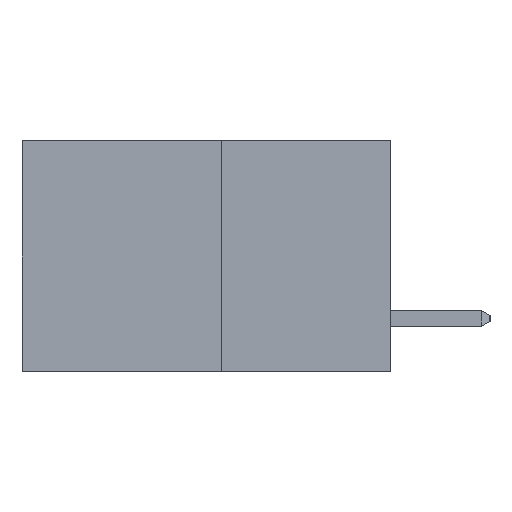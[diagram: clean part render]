
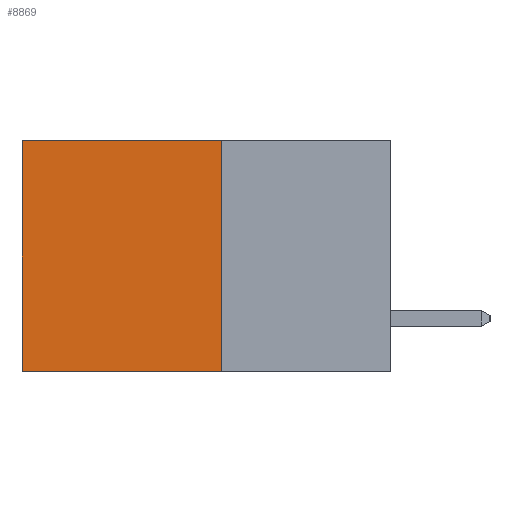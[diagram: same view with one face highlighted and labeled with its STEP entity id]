
A CAD part, left-side view. The second image highlights one B-rep face of the part: STEP entity #8869.
In plain terms, the highlighted planar face has unit normal (-1, 0, 0).
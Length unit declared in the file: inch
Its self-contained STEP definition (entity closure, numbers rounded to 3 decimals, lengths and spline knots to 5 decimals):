
#75 = VERTEX_POINT ( 'NONE', #8452 ) ;
#965 = VECTOR ( 'NONE', #4504, 39.37008 ) ;
#1021 = DIRECTION ( 'NONE',  ( 1., 0., 0. ) ) ;
#1398 = EDGE_CURVE ( 'NONE', #6143, #7576, #7668, .T. ) ;
#2257 = EDGE_CURVE ( 'NONE', #6143, #4794, #6507, .T. ) ;
#2280 = EDGE_CURVE ( 'NONE', #7576, #75, #6075, .T. ) ;
#2453 = LINE ( 'NONE', #2694, #6014 ) ;
#2498 = CARTESIAN_POINT ( 'NONE',  ( 0.277, 0.27, -0.37 ) ) ;
#2685 = DIRECTION ( 'NONE',  ( 0., 0., -1. ) ) ;
#2694 = CARTESIAN_POINT ( 'NONE',  ( 0.277, 0.59, -0.37 ) ) ;
#3498 = CARTESIAN_POINT ( 'NONE',  ( 0.277, 0.27, 0. ) ) ;
#3604 = CARTESIAN_POINT ( 'NONE',  ( 0.277, 0.27, 0. ) ) ;
#3673 = DIRECTION ( 'NONE',  ( 0., 0., -1. ) ) ;
#3979 = CARTESIAN_POINT ( 'NONE',  ( 0.277, 0.59, 0. ) ) ;
#4186 = VECTOR ( 'NONE', #8076, 39.37008 ) ;
#4504 = DIRECTION ( 'NONE',  ( 0., 1., 0. ) ) ;
#4608 = CARTESIAN_POINT ( 'NONE',  ( 0.277, 0.27, -0.37 ) ) ;
#4652 = PLANE ( 'NONE',  #8812 ) ;
#4714 = ORIENTED_EDGE ( 'NONE', *, *, #2257, .T. ) ;
#4794 = VERTEX_POINT ( 'NONE', #3979 ) ;
#4878 = ORIENTED_EDGE ( 'NONE', *, *, #6296, .T. ) ;
#4892 = ORIENTED_EDGE ( 'NONE', *, *, #2280, .F. ) ;
#5367 = EDGE_LOOP ( 'NONE', ( #4878, #4892, #7925, #4714 ) ) ;
#5644 = VECTOR ( 'NONE', #3673, 39.37008 ) ;
#6014 = VECTOR ( 'NONE', #2685, 39.37008 ) ;
#6075 = LINE ( 'NONE', #7034, #4186 ) ;
#6093 = DIRECTION ( 'NONE',  ( 0., 0., -1. ) ) ;
#6143 = VERTEX_POINT ( 'NONE', #3498 ) ;
#6296 = EDGE_CURVE ( 'NONE', #4794, #75, #2453, .T. ) ;
#6507 = LINE ( 'NONE', #3604, #965 ) ;
#7034 = CARTESIAN_POINT ( 'NONE',  ( 0.277, 0.27, -0.37 ) ) ;
#7136 = FACE_OUTER_BOUND ( 'NONE', #5367, .T. ) ;
#7576 = VERTEX_POINT ( 'NONE', #2498 ) ;
#7668 = LINE ( 'NONE', #4608, #5644 ) ;
#7925 = ORIENTED_EDGE ( 'NONE', *, *, #1398, .F. ) ;
#8076 = DIRECTION ( 'NONE',  ( 0., 1., 0. ) ) ;
#8099 = CARTESIAN_POINT ( 'NONE',  ( 0.277, 0.27, -0.37 ) ) ;
#8452 = CARTESIAN_POINT ( 'NONE',  ( 0.277, 0.59, -0.37 ) ) ;
#8812 = AXIS2_PLACEMENT_3D ( 'NONE', #8099, #1021, #6093 ) ;
#8869 = ADVANCED_FACE ( 'NONE', ( #7136 ), #4652, .F. ) ;
